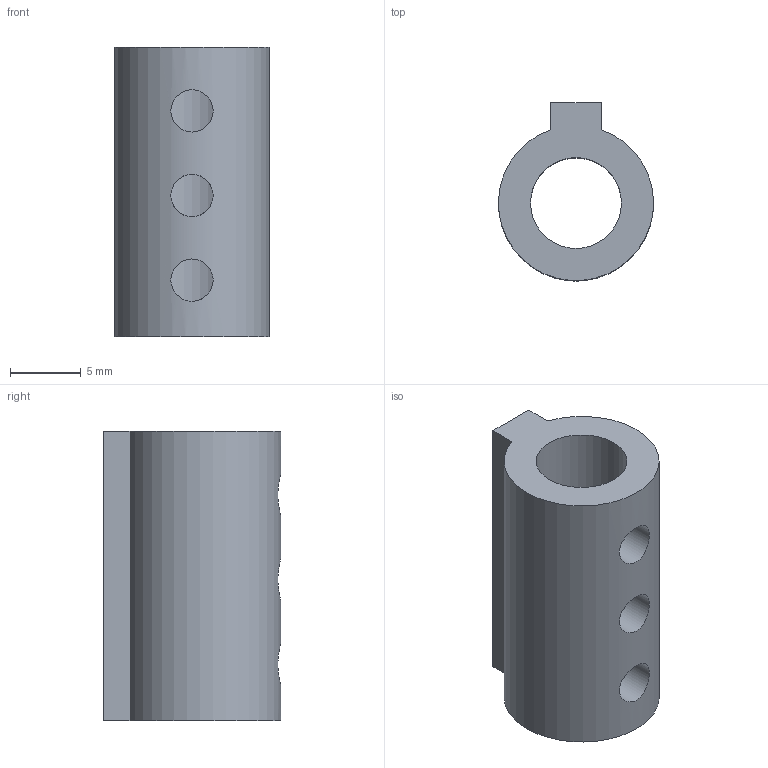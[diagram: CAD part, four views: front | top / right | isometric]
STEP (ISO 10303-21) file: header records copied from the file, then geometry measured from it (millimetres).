
FILE_DESCRIPTION(/* description */ (''),/* implementation_level */ '2;1');
FILE_NAME(/* name */ 'ManchonClavette-6.3_Indus v3.step',/* time_stamp */ '2020-07-16T15:20:59+02:00',/* author */ (''),/* organization */ (''),/* preprocessor_version */ 'ST-DEVELOPER v18.1',/* originating_system */ 'Autodesk Translation Framework v9.3.0.1241',/* authorisation */ '');
FILE_SCHEMA (('AUTOMOTIVE_DESIGN { 1 0 10303 214 3 1 1 }'));
Length unit declared in the file: millimetre
Products named in the file (1): ManchonClavette-6.3_Indus
Bounding box: 10.99 x 12.6 x 20.5 mm (x, y, z)
Volume: 1354.8 mm3; surface area: 1360.7 mm2
Topology: 1 solids, 1 shells, 10 faces, 30 edges, 22 vertices
Faces by surface type: cylinder 5, plane 5
Full cylindrical faces by diameter (mm): 3 x3, 6.45 x1
Entity records: 575 total; most frequent: CARTESIAN_POINT 267, ORIENTED_EDGE 60, DIRECTION 44, EDGE_CURVE 30, VERTEX_POINT 22, EDGE_LOOP 18, AXIS2_PLACEMENT_3D 15, LINE 14
